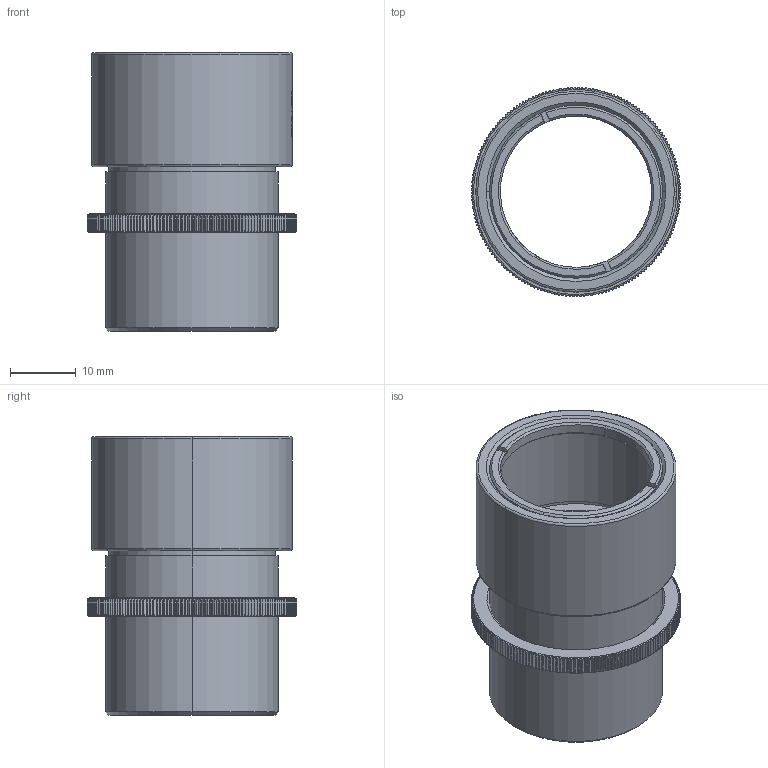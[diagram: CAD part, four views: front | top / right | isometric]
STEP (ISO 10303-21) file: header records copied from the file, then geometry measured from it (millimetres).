
FILE_DESCRIPTION (( 'STEP AP203' ), '1' );
FILE_NAME ('CSAS1-20AL.STEP', '2025-09-02T07:54:13', ( '' ), ( '' ), 'SwSTEP 2.0', 'SolidWorks 2020', '' );
FILE_SCHEMA (( 'CONFIG_CONTROL_DESIGN' ));
Length unit declared in the file: millimetre
Products named in the file (1): CSAS1-20AL
Bounding box: 31.8 x 31.8 x 42.3 mm (x, y, z)
Volume: 6876.5 mm3; surface area: 9214.3 mm2
Topology: 3 solids, 3 shells, 1185 faces, 3375 edges, 2240 vertices
Faces by surface type: plane 636, bspline 294, cylinder 225, cone 18, torus 12
Entity records: 57476 total; most frequent: CARTESIAN_POINT 30101, ORIENTED_EDGE 6750, DIRECTION 4034, EDGE_CURVE 3375, VERTEX_POINT 2240, B_SPLINE_CURVE_WITH_KNOTS 1591, AXIS2_PLACEMENT_3D 1358, LINE 1318
